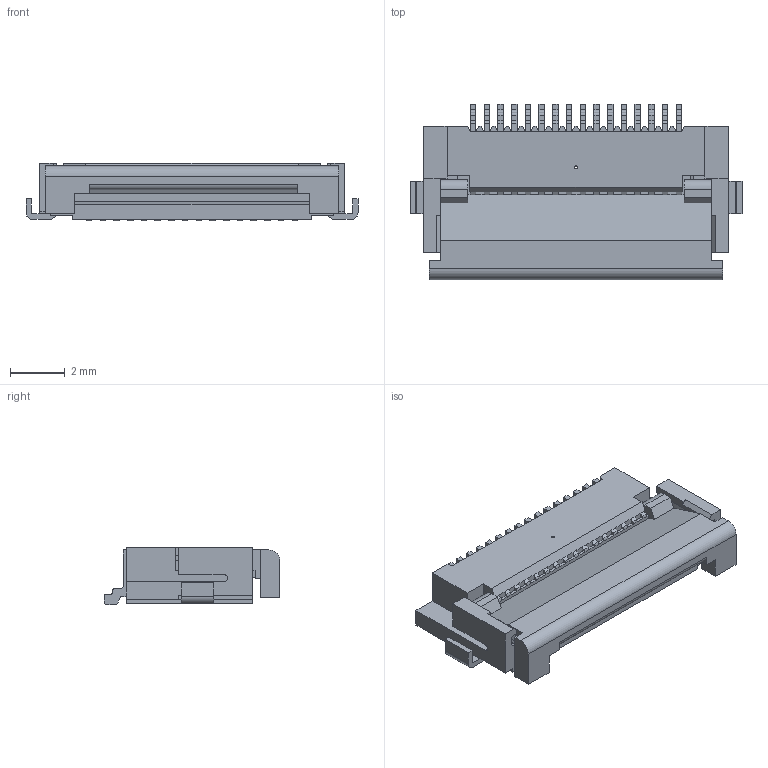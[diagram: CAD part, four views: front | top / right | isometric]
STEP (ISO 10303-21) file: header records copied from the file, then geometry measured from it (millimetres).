
FILE_DESCRIPTION( ( 'Unknown' ), '1' );
FILE_NAME( 'FPC_Hirose_FH12-16S-0_5SH.step', 'Unknown', ( 'Unknown' ), ( 'Unknown' ), 'PSStep 15.0.49', 'Unknown', ' ' );
FILE_SCHEMA( ( 'AUTOMOTIVE_DESIGN { 1 0 10303 214 1 1 1 1 }' ) );
Length unit declared in the file: millimetre
Products named in the file (1): FH12-16S-0.5SH_H*
Bounding box: 12.1 x 6.4 x 2.1 mm (x, y, z)
Volume: 90.2 mm3; surface area: 324.1 mm2
Topology: 1 solids, 1 shells, 660 faces, 1917 edges, 1252 vertices
Faces by surface type: plane 544, cylinder 116
Full cylindrical faces by diameter (mm): 0.1 x2
Entity records: 26729 total; most frequent: ORIENTED_EDGE 3828, CARTESIAN_POINT 3826, DIRECTION 3471, EDGE_CURVE 1914, LINE 1679, VECTOR 1679, VERTEX_POINT 1251, AXIS2_PLACEMENT_3D 896
